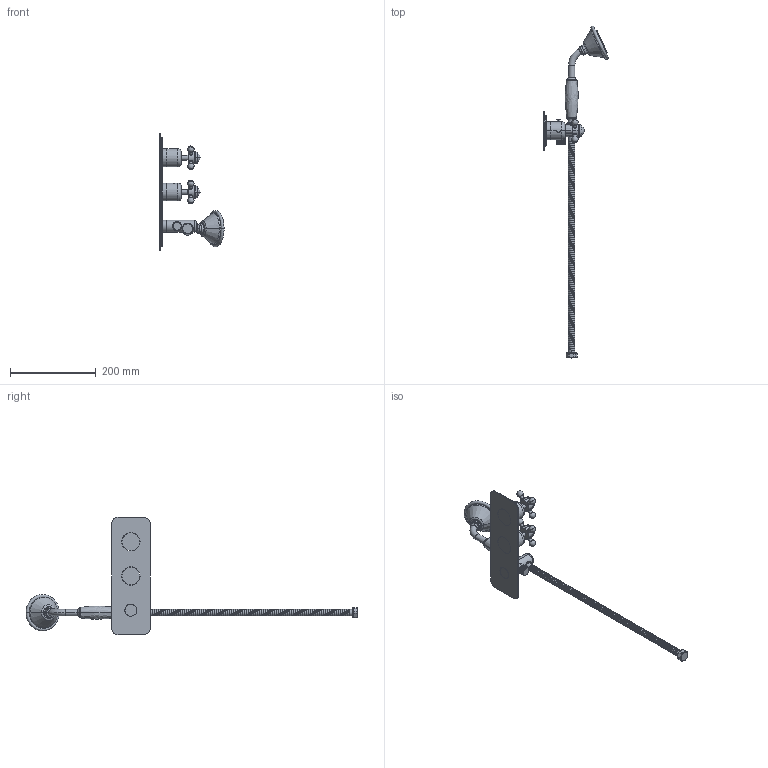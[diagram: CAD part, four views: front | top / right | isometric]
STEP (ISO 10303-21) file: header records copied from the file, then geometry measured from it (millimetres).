
FILE_DESCRIPTION((''),'2;1');
FILE_NAME('76868_ASM','2018-08-09T',('MQ'),(''),'PRO/ENGINEER BY PARAMETRIC TECHNOLOGY CORPORATION, 2012130','PRO/ENGINEER BY PARAMETRIC TECHNOLOGY CORPORATION, 2012130','');
FILE_SCHEMA(('CONFIG_CONTROL_DESIGN'));
Products named in the file (10): MANIFOLD_SOLID_BREP_1406; MANIFOLD_SOLID_BREP_1494; MANIFOLD_SOLID_BREP_3775; 85693_11_ASM; 85-_4; HOSE_2; HANDLESHOWER_11; 96_2; 76868_ASM_2_ASM; 76868_ASM
Assembly tree (10 placements, depth 4):
  76868_ASM
    76868_ASM_2_ASM
      85693_11_ASM
        MANIFOLD_SOLID_BREP_1406
        MANIFOLD_SOLID_BREP_1494
        MANIFOLD_SOLID_BREP_3775
      85-_4  x2
      HOSE_2
      HANDLESHOWER_11
      96_2
Bounding box: 150.15 x 776.62 x 275 mm (x, y, z)
Volume: 687278.1 mm3; surface area: 169592 mm2
Topology: 8 solids, 8 shells, 1173 faces, 3212 edges, 2210 vertices
Faces by surface type: cylinder 605, plane 214, cone 154, bspline 97, torus 80, sphere 22, extrusion 1
Entity records: 59037 total; most frequent: CARTESIAN_POINT 30622, ORIENTED_EDGE 6134, DIRECTION 5703, EDGE_CURVE 3067, AXIS2_PLACEMENT_3D 2405, VERTEX_POINT 2128, CIRCLE 1354, EDGE_LOOP 1293
